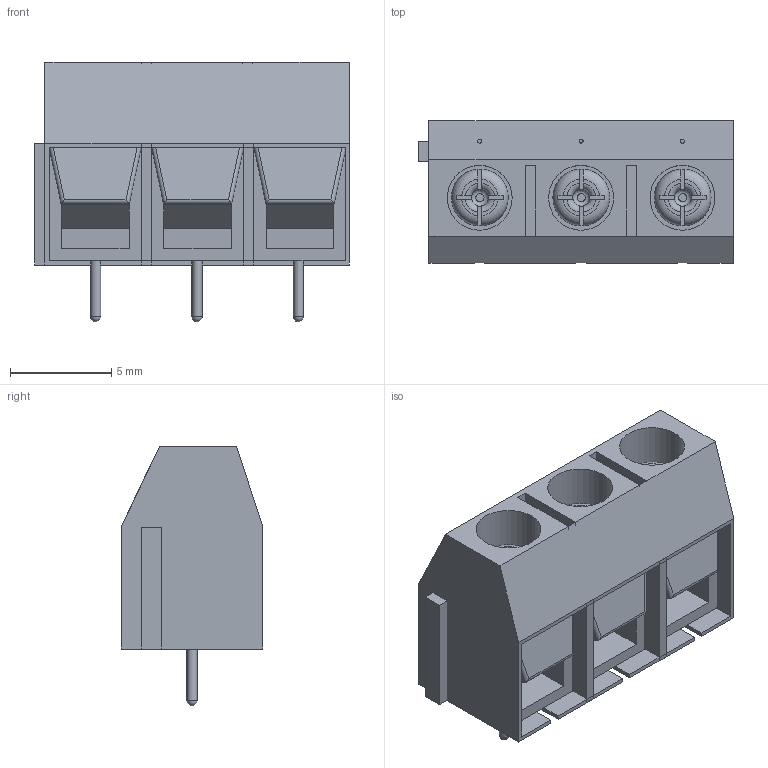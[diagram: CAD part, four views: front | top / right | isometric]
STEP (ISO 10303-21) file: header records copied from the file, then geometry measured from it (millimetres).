
FILE_DESCRIPTION(/* description */ (''),/* implementation_level */ '2;1');
FILE_NAME(/* name */ 'ak500-3.step',/* time_stamp */ '2019-11-13T16:27:20+01:00',/* author */ (''),/* organization */ (''),/* preprocessor_version */ 'ST-DEVELOPER v18',/* originating_system */ 'Autodesk Translation Framework v8.9.1.1155',/* authorisation */ '');
FILE_SCHEMA (('AUTOMOTIVE_DESIGN { 1 0 10303 214 3 1 1 }'));
Length unit declared in the file: millimetre
Products named in the file (1): ak500/3
Bounding box: 15.5 x 7 x 12.8 mm (x, y, z)
Volume: 686.9 mm3; surface area: 1892.3 mm2
Topology: 16 solids, 16 shells, 246 faces, 623 edges, 407 vertices
Faces by surface type: plane 198, cylinder 24, torus 18, sphere 3, bspline 3
Full cylindrical faces by diameter (mm): 0.2 x3, 0.5 x3, 0.849 x3, 2.8 x3, 3.2 x3
Entity records: 7738 total; most frequent: CARTESIAN_POINT 1766, ORIENTED_EDGE 1240, DIRECTION 1180, EDGE_CURVE 620, LINE 440, VECTOR 440, VERTEX_POINT 407, AXIS2_PLACEMENT_3D 370
